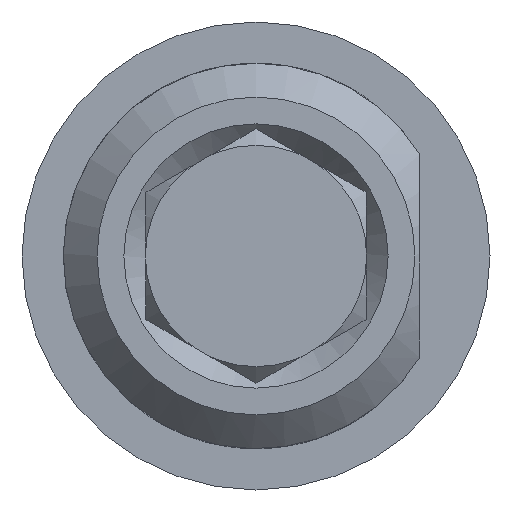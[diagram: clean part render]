
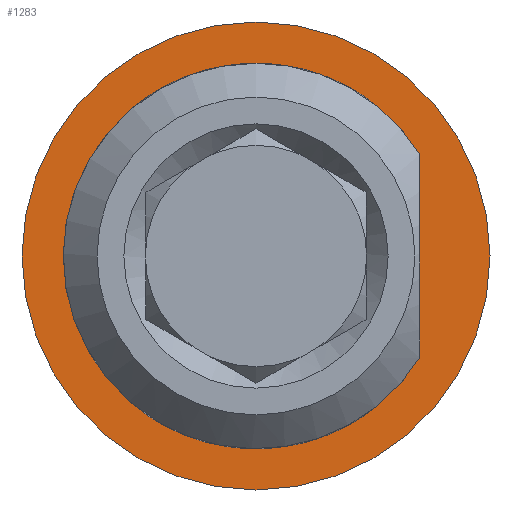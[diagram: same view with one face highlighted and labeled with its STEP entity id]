
A CAD part, left-side view. The second image highlights one B-rep face of the part: STEP entity #1283.
In plain terms, the highlighted face is planar.
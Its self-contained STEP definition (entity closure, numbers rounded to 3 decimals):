
#59=PLANE('',#1488);
#120=FACE_BOUND('',#259,.T.);
#175=FACE_OUTER_BOUND('',#258,.T.);
#258=EDGE_LOOP('',(#1024));
#259=EDGE_LOOP('',(#1025));
#335=CIRCLE('',#1487,4.25);
#336=CIRCLE('',#1489,2.7);
#625=VERTEX_POINT('',#2346);
#626=VERTEX_POINT('',#2350);
#766=EDGE_CURVE('',#625,#625,#335,.T.);
#768=EDGE_CURVE('',#626,#626,#336,.T.);
#1024=ORIENTED_EDGE('',*,*,#766,.T.);
#1025=ORIENTED_EDGE('',*,*,#768,.F.);
#1283=ADVANCED_FACE('',(#175,#120),#59,.F.);
#1487=AXIS2_PLACEMENT_3D('',#2347,#1742,#1743);
#1488=AXIS2_PLACEMENT_3D('',#2349,#1745,#1746);
#1489=AXIS2_PLACEMENT_3D('',#2351,#1747,#1748);
#1742=DIRECTION('center_axis',(1.,0.,0.));
#1743=DIRECTION('ref_axis',(0.,0.,-1.));
#1745=DIRECTION('center_axis',(-1.,0.,0.));
#1746=DIRECTION('ref_axis',(0.,0.,1.));
#1747=DIRECTION('center_axis',(1.,0.,0.));
#1748=DIRECTION('ref_axis',(0.,0.,-1.));
#2346=CARTESIAN_POINT('',(0.,0.,4.25));
#2347=CARTESIAN_POINT('Origin',(0.,0.,0.));
#2349=CARTESIAN_POINT('Origin',(0.,4.25,0.));
#2350=CARTESIAN_POINT('',(0.,0.,2.7));
#2351=CARTESIAN_POINT('Origin',(0.,0.,0.));
